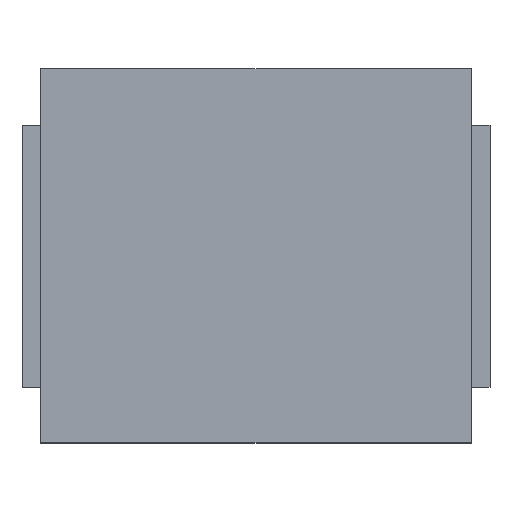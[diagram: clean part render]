
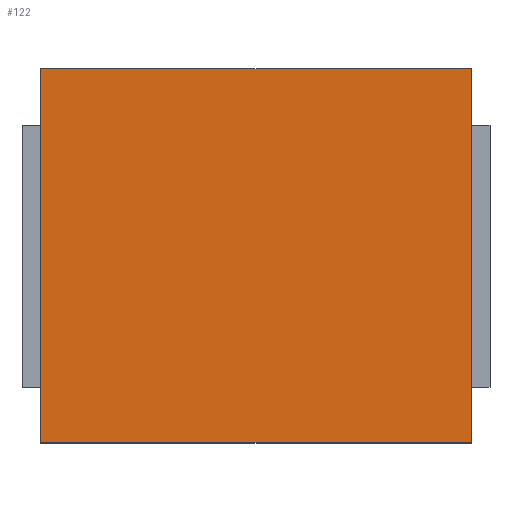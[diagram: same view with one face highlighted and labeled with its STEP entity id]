
A CAD part, top view. The second image highlights one B-rep face of the part: STEP entity #122.
In plain terms, the highlighted planar face has unit normal (0, 0, 1).
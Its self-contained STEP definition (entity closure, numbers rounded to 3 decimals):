
#6 = VECTOR ( 'NONE', #524, 1000. ) ;
#14 = CARTESIAN_POINT ( 'NONE',  ( -1.15, -1., 1.8 ) ) ;
#19 = CARTESIAN_POINT ( 'NONE',  ( -1.15, 1., 1.8 ) ) ;
#42 = CARTESIAN_POINT ( 'NONE',  ( -1.15, 1., 1.8 ) ) ;
#55 = AXIS2_PLACEMENT_3D ( 'NONE', #214, #156, #436 ) ;
#65 = ORIENTED_EDGE ( 'NONE', *, *, #368, .T. ) ;
#69 = LINE ( 'NONE', #227, #685 ) ;
#104 = PLANE ( 'NONE',  #55 ) ;
#122 = ADVANCED_FACE ( 'NONE', ( #579 ), #104, .F. ) ;
#156 = DIRECTION ( 'NONE',  ( 0., 0., -1. ) ) ;
#214 = CARTESIAN_POINT ( 'NONE',  ( -1.15, 1., 1.8 ) ) ;
#218 = CARTESIAN_POINT ( 'NONE',  ( 1.15, 1., 1.8 ) ) ;
#221 = ORIENTED_EDGE ( 'NONE', *, *, #321, .T. ) ;
#227 = CARTESIAN_POINT ( 'NONE',  ( 1.15, 1., 1.8 ) ) ;
#233 = DIRECTION ( 'NONE',  ( 0., -1., 0. ) ) ;
#234 = CARTESIAN_POINT ( 'NONE',  ( -1.15, -1., 1.8 ) ) ;
#280 = CARTESIAN_POINT ( 'NONE',  ( 1.15, -1., 1.8 ) ) ;
#289 = LINE ( 'NONE', #234, #354 ) ;
#290 = VERTEX_POINT ( 'NONE', #14 ) ;
#293 = VERTEX_POINT ( 'NONE', #444 ) ;
#311 = EDGE_CURVE ( 'NONE', #293, #400, #547, .T. ) ;
#321 = EDGE_CURVE ( 'NONE', #290, #527, #289, .T. ) ;
#346 = ORIENTED_EDGE ( 'NONE', *, *, #549, .F. ) ;
#354 = VECTOR ( 'NONE', #506, 1000. ) ;
#363 = LINE ( 'NONE', #42, #6 ) ;
#368 = EDGE_CURVE ( 'NONE', #293, #290, #363, .T. ) ;
#400 = VERTEX_POINT ( 'NONE', #218 ) ;
#430 = ORIENTED_EDGE ( 'NONE', *, *, #311, .F. ) ;
#436 = DIRECTION ( 'NONE',  ( -1., 0., 0. ) ) ;
#444 = CARTESIAN_POINT ( 'NONE',  ( -1.15, 1., 1.8 ) ) ;
#464 = VECTOR ( 'NONE', #558, 1000. ) ;
#506 = DIRECTION ( 'NONE',  ( 1., 0., 0. ) ) ;
#524 = DIRECTION ( 'NONE',  ( 0., -1., 0. ) ) ;
#527 = VERTEX_POINT ( 'NONE', #280 ) ;
#547 = LINE ( 'NONE', #19, #464 ) ;
#549 = EDGE_CURVE ( 'NONE', #400, #527, #69, .T. ) ;
#556 = EDGE_LOOP ( 'NONE', ( #221, #346, #430, #65 ) ) ;
#558 = DIRECTION ( 'NONE',  ( 1., 0., 0. ) ) ;
#579 = FACE_OUTER_BOUND ( 'NONE', #556, .T. ) ;
#685 = VECTOR ( 'NONE', #233, 1000. ) ;
